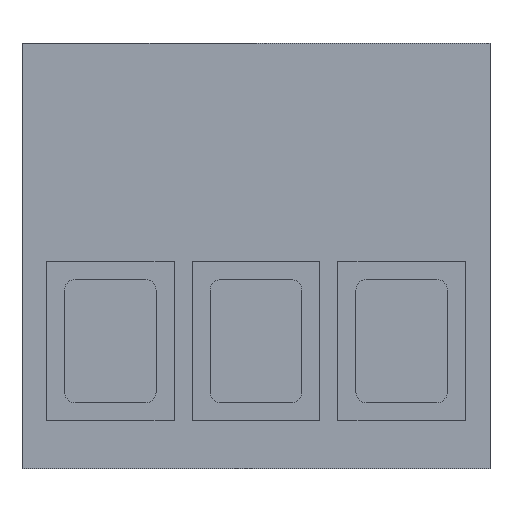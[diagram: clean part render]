
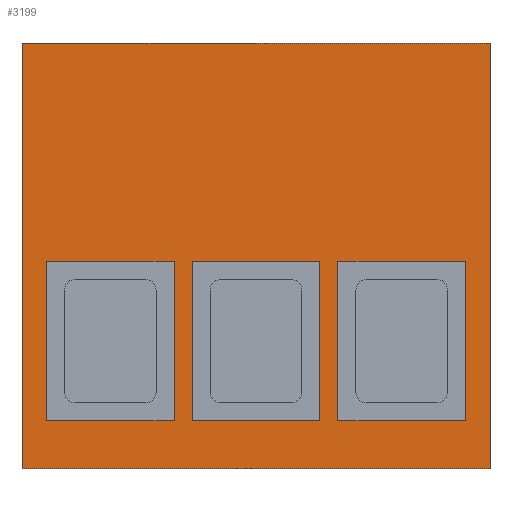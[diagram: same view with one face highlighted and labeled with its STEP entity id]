
A CAD part, front view. The second image highlights one B-rep face of the part: STEP entity #3199.
In plain terms, the highlighted planar face has unit normal (0, -1, 0).
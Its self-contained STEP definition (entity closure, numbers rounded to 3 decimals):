
#68 = EDGE_CURVE ( 'NONE', #3797, #2654, #5270, .T. ) ;
#101 = CARTESIAN_POINT ( 'NONE',  ( 2.3, 0., 20. ) ) ;
#160 = FACE_BOUND ( 'NONE', #718, .T. ) ;
#237 = VECTOR ( 'NONE', #813, 1000. ) ;
#262 = EDGE_LOOP ( 'NONE', ( #3633, #2738, #3284, #1656 ) ) ;
#321 = VECTOR ( 'NONE', #2976, 1000. ) ;
#418 = ORIENTED_EDGE ( 'NONE', *, *, #1210, .F. ) ;
#469 = DIRECTION ( 'NONE',  ( 0., 1., 0. ) ) ;
#488 = CARTESIAN_POINT ( 'NONE',  ( 44., 0., 0. ) ) ;
#583 = CARTESIAN_POINT ( 'NONE',  ( 0., 0., 40. ) ) ;
#712 = ORIENTED_EDGE ( 'NONE', *, *, #1865, .T. ) ;
#718 = EDGE_LOOP ( 'NONE', ( #418, #2071, #2840, #2150 ) ) ;
#724 = CARTESIAN_POINT ( 'NONE',  ( 41.7, 0., 20. ) ) ;
#813 = DIRECTION ( 'NONE',  ( -1., 0., 0. ) ) ;
#871 = LINE ( 'NONE', #2633, #4779 ) ;
#895 = DIRECTION ( 'NONE',  ( 0., 0., -1. ) ) ;
#908 = EDGE_CURVE ( 'NONE', #2468, #3221, #871, .T. ) ;
#917 = DIRECTION ( 'NONE',  ( 0., 0., 1. ) ) ;
#927 = CARTESIAN_POINT ( 'NONE',  ( 0., 0., 0. ) ) ;
#944 = ORIENTED_EDGE ( 'NONE', *, *, #2070, .F. ) ;
#953 = FACE_BOUND ( 'NONE', #4919, .T. ) ;
#1018 = CARTESIAN_POINT ( 'NONE',  ( 2.3, 0., 4.5 ) ) ;
#1040 = VERTEX_POINT ( 'NONE', #583 ) ;
#1045 = VERTEX_POINT ( 'NONE', #1018 ) ;
#1048 = LINE ( 'NONE', #1134, #2512 ) ;
#1071 = VECTOR ( 'NONE', #4718, 1000. ) ;
#1074 = VECTOR ( 'NONE', #1172, 1000. ) ;
#1134 = CARTESIAN_POINT ( 'NONE',  ( 22., 0., 19.5 ) ) ;
#1167 = VERTEX_POINT ( 'NONE', #4728 ) ;
#1172 = DIRECTION ( 'NONE',  ( -1., 0., 0. ) ) ;
#1196 = CARTESIAN_POINT ( 'NONE',  ( 22., 0., 4.5 ) ) ;
#1210 = EDGE_CURVE ( 'NONE', #5377, #5115, #3336, .T. ) ;
#1220 = DIRECTION ( 'NONE',  ( 1., 0., 0. ) ) ;
#1246 = VERTEX_POINT ( 'NONE', #4389 ) ;
#1253 = VERTEX_POINT ( 'NONE', #2187 ) ;
#1277 = EDGE_CURVE ( 'NONE', #4323, #5377, #2236, .T. ) ;
#1352 = DIRECTION ( 'NONE',  ( 1., 0., 0. ) ) ;
#1372 = CARTESIAN_POINT ( 'NONE',  ( 29.7, 0., 4.5 ) ) ;
#1381 = EDGE_CURVE ( 'NONE', #1246, #1253, #5414, .T. ) ;
#1656 = ORIENTED_EDGE ( 'NONE', *, *, #1852, .F. ) ;
#1714 = ORIENTED_EDGE ( 'NONE', *, *, #4730, .F. ) ;
#1811 = CARTESIAN_POINT ( 'NONE',  ( 14.3, 0., 20. ) ) ;
#1852 = EDGE_CURVE ( 'NONE', #3221, #1246, #1048, .T. ) ;
#1865 = EDGE_CURVE ( 'NONE', #2614, #1040, #4607, .T. ) ;
#1910 = FACE_OUTER_BOUND ( 'NONE', #3177, .T. ) ;
#1919 = LINE ( 'NONE', #4281, #5300 ) ;
#1970 = DIRECTION ( 'NONE',  ( -1., 0., 0. ) ) ;
#1978 = CARTESIAN_POINT ( 'NONE',  ( 41.7, 0., 19.5 ) ) ;
#2015 = CARTESIAN_POINT ( 'NONE',  ( 0., 0., 0. ) ) ;
#2070 = EDGE_CURVE ( 'NONE', #1045, #3797, #3965, .T. ) ;
#2071 = ORIENTED_EDGE ( 'NONE', *, *, #1277, .F. ) ;
#2077 = CARTESIAN_POINT ( 'NONE',  ( 2.3, 0., 19.5 ) ) ;
#2131 = ORIENTED_EDGE ( 'NONE', *, *, #3422, .F. ) ;
#2150 = ORIENTED_EDGE ( 'NONE', *, *, #5151, .F. ) ;
#2187 = CARTESIAN_POINT ( 'NONE',  ( 16., 0., 4.5 ) ) ;
#2204 = CARTESIAN_POINT ( 'NONE',  ( 14.3, 0., 19.5 ) ) ;
#2236 = LINE ( 'NONE', #3132, #4312 ) ;
#2253 = ORIENTED_EDGE ( 'NONE', *, *, #5527, .F. ) ;
#2393 = VERTEX_POINT ( 'NONE', #2077 ) ;
#2409 = CARTESIAN_POINT ( 'NONE',  ( 16., 0., 20. ) ) ;
#2468 = VERTEX_POINT ( 'NONE', #3959 ) ;
#2480 = DIRECTION ( 'NONE',  ( 0., 0., 1. ) ) ;
#2492 = CARTESIAN_POINT ( 'NONE',  ( 41.7, 0., 4.5 ) ) ;
#2512 = VECTOR ( 'NONE', #1970, 1000. ) ;
#2614 = VERTEX_POINT ( 'NONE', #4184 ) ;
#2633 = CARTESIAN_POINT ( 'NONE',  ( 28., 0., 20. ) ) ;
#2654 = VERTEX_POINT ( 'NONE', #2204 ) ;
#2663 = DIRECTION ( 'NONE',  ( 0., 0., 1. ) ) ;
#2738 = ORIENTED_EDGE ( 'NONE', *, *, #4508, .F. ) ;
#2785 = DIRECTION ( 'NONE',  ( 1., 0., 0. ) ) ;
#2840 = ORIENTED_EDGE ( 'NONE', *, *, #4591, .F. ) ;
#2889 = VECTOR ( 'NONE', #1220, 1000. ) ;
#2895 = DIRECTION ( 'NONE',  ( -1., 0., 0. ) ) ;
#2953 = CARTESIAN_POINT ( 'NONE',  ( 22., 0., 0. ) ) ;
#2957 = LINE ( 'NONE', #3271, #1071 ) ;
#2976 = DIRECTION ( 'NONE',  ( 0., 0., -1. ) ) ;
#3035 = EDGE_CURVE ( 'NONE', #1040, #3696, #3853, .T. ) ;
#3044 = ORIENTED_EDGE ( 'NONE', *, *, #68, .F. ) ;
#3132 = CARTESIAN_POINT ( 'NONE',  ( 22., 0., 4.5 ) ) ;
#3177 = EDGE_LOOP ( 'NONE', ( #1714, #712, #4375, #4729 ) ) ;
#3196 = DIRECTION ( 'NONE',  ( 0., 0., -1. ) ) ;
#3199 = ADVANCED_FACE ( 'NONE', ( #953, #3580, #160, #1910 ), #5338, .F. ) ;
#3221 = VERTEX_POINT ( 'NONE', #3606 ) ;
#3270 = VECTOR ( 'NONE', #895, 1000. ) ;
#3271 = CARTESIAN_POINT ( 'NONE',  ( 22., 0., 19.5 ) ) ;
#3282 = VECTOR ( 'NONE', #2480, 1000. ) ;
#3284 = ORIENTED_EDGE ( 'NONE', *, *, #1381, .F. ) ;
#3333 = VECTOR ( 'NONE', #2895, 1000. ) ;
#3336 = LINE ( 'NONE', #724, #3282 ) ;
#3422 = EDGE_CURVE ( 'NONE', #2654, #2393, #5167, .T. ) ;
#3565 = VECTOR ( 'NONE', #917, 1000. ) ;
#3580 = FACE_BOUND ( 'NONE', #262, .T. ) ;
#3606 = CARTESIAN_POINT ( 'NONE',  ( 28., 0., 19.5 ) ) ;
#3628 = LINE ( 'NONE', #5360, #4021 ) ;
#3632 = VERTEX_POINT ( 'NONE', #488 ) ;
#3633 = ORIENTED_EDGE ( 'NONE', *, *, #908, .F. ) ;
#3696 = VERTEX_POINT ( 'NONE', #2015 ) ;
#3762 = CARTESIAN_POINT ( 'NONE',  ( 22., 0., 40. ) ) ;
#3797 = VERTEX_POINT ( 'NONE', #5188 ) ;
#3853 = LINE ( 'NONE', #5203, #321 ) ;
#3959 = CARTESIAN_POINT ( 'NONE',  ( 28., 0., 4.5 ) ) ;
#3965 = LINE ( 'NONE', #1196, #2889 ) ;
#4021 = VECTOR ( 'NONE', #3196, 1000. ) ;
#4184 = CARTESIAN_POINT ( 'NONE',  ( 44., 0., 40. ) ) ;
#4221 = VECTOR ( 'NONE', #5469, 1000. ) ;
#4281 = CARTESIAN_POINT ( 'NONE',  ( 22., 0., 4.5 ) ) ;
#4312 = VECTOR ( 'NONE', #1352, 1000. ) ;
#4323 = VERTEX_POINT ( 'NONE', #1372 ) ;
#4375 = ORIENTED_EDGE ( 'NONE', *, *, #3035, .T. ) ;
#4389 = CARTESIAN_POINT ( 'NONE',  ( 16., 0., 19.5 ) ) ;
#4480 = DIRECTION ( 'NONE',  ( 0., 0., 1. ) ) ;
#4508 = EDGE_CURVE ( 'NONE', #1253, #2468, #1919, .T. ) ;
#4591 = EDGE_CURVE ( 'NONE', #1167, #4323, #4850, .T. ) ;
#4607 = LINE ( 'NONE', #3762, #3333 ) ;
#4718 = DIRECTION ( 'NONE',  ( -1., 0., 0. ) ) ;
#4728 = CARTESIAN_POINT ( 'NONE',  ( 29.7, 0., 19.5 ) ) ;
#4730 = EDGE_CURVE ( 'NONE', #2614, #3632, #3628, .T. ) ;
#4729 = ORIENTED_EDGE ( 'NONE', *, *, #5357, .F. ) ;
#4779 = VECTOR ( 'NONE', #2663, 1000. ) ;
#4850 = LINE ( 'NONE', #5253, #3270 ) ;
#4919 = EDGE_LOOP ( 'NONE', ( #3044, #944, #2253, #2131 ) ) ;
#5111 = AXIS2_PLACEMENT_3D ( 'NONE', #927, #469, #4480 ) ;
#5115 = VERTEX_POINT ( 'NONE', #1978 ) ;
#5121 = LINE ( 'NONE', #2953, #1074 ) ;
#5151 = EDGE_CURVE ( 'NONE', #5115, #1167, #2957, .T. ) ;
#5167 = LINE ( 'NONE', #5197, #237 ) ;
#5188 = CARTESIAN_POINT ( 'NONE',  ( 14.3, 0., 4.5 ) ) ;
#5197 = CARTESIAN_POINT ( 'NONE',  ( 22., 0., 19.5 ) ) ;
#5203 = CARTESIAN_POINT ( 'NONE',  ( 0., 0., 20. ) ) ;
#5253 = CARTESIAN_POINT ( 'NONE',  ( 29.7, 0., 20. ) ) ;
#5260 = DIRECTION ( 'NONE',  ( 0., 0., -1. ) ) ;
#5270 = LINE ( 'NONE', #1811, #3565 ) ;
#5283 = LINE ( 'NONE', #101, #5397 ) ;
#5300 = VECTOR ( 'NONE', #2785, 1000. ) ;
#5338 = PLANE ( 'NONE',  #5111 ) ;
#5357 = EDGE_CURVE ( 'NONE', #3632, #3696, #5121, .T. ) ;
#5360 = CARTESIAN_POINT ( 'NONE',  ( 44., 0., 20. ) ) ;
#5377 = VERTEX_POINT ( 'NONE', #2492 ) ;
#5397 = VECTOR ( 'NONE', #5260, 1000. ) ;
#5414 = LINE ( 'NONE', #2409, #4221 ) ;
#5469 = DIRECTION ( 'NONE',  ( 0., 0., -1. ) ) ;
#5527 = EDGE_CURVE ( 'NONE', #2393, #1045, #5283, .T. ) ;
